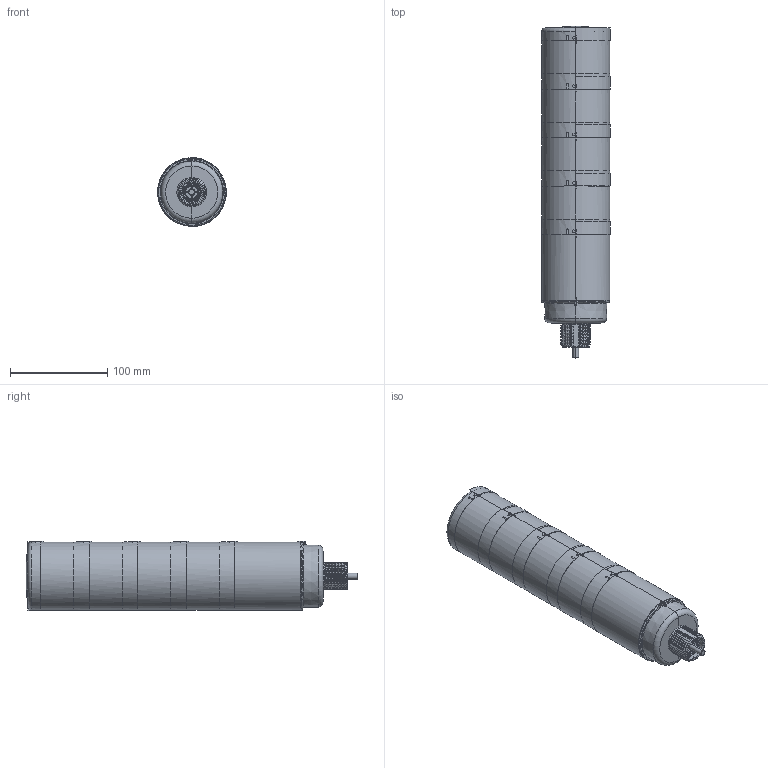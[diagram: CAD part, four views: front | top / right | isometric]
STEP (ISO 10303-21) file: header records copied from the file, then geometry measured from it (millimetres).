
FILE_DESCRIPTION((''),'2;1');
FILE_NAME('191430_ASM','2016-02-25T',('pdmadmin'),(''),'PRO/ENGINEER BY PARAMETRIC TECHNOLOGY CORPORATION, 2013230','PRO/ENGINEER BY PARAMETRIC TECHNOLOGY CORPORATION, 2013230','');
FILE_SCHEMA(('CONFIG_CONTROL_DESIGN'));
Length unit declared in the file: millimetre
Products named in the file (8): 180077; 190540; 183492; 183493; 180091; 62676; CABLE_592; 191430_ASM
Assembly tree (13 placements, depth 2):
  191430_ASM
    180077
    190540
    183492  x4
    183493  x4
    180091
    62676
    CABLE_592
Bounding box: 70.5 x 340.6 x 71.25 mm (x, y, z)
Volume: 301749.8 mm3; surface area: 212930.5 mm2
Topology: 13 solids, 18 shells, 3406 faces, 8123 edges, 4759 vertices
Faces by surface type: bspline 1122, cylinder 855, plane 576, torus 360, cone 291, sphere 202
Entity records: 94912 total; most frequent: CARTESIAN_POINT 61097, ORIENTED_EDGE 7754, DIRECTION 6074, EDGE_CURVE 3881, AXIS2_PLACEMENT_3D 2562, VERTEX_POINT 2284, EDGE_LOOP 1699, FACE_OUTER_BOUND 1633
